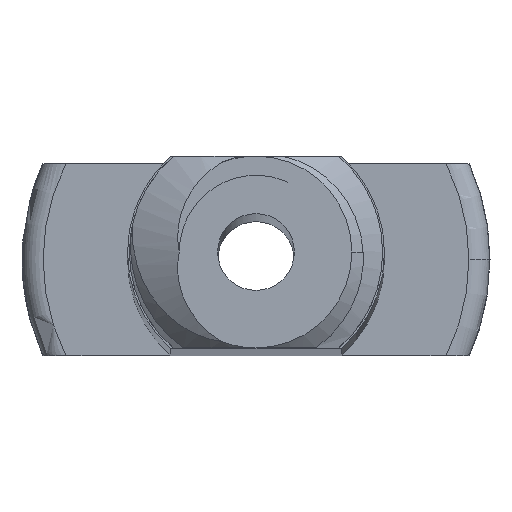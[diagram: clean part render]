
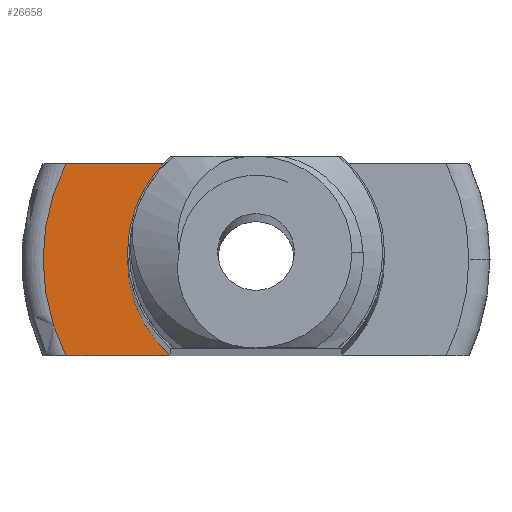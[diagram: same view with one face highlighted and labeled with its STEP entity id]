
A CAD part, top view. The second image highlights one B-rep face of the part: STEP entity #26658.
In plain terms, the highlighted planar face has unit normal (0, 0, 1).
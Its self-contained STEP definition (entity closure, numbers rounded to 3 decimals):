
#7985 = PLANE('',#7986);
#7986 = AXIS2_PLACEMENT_3D('',#7987,#7988,#7989);
#7987 = CARTESIAN_POINT('',(-12.5,-2.5,200.));
#7988 = DIRECTION('',(0.,1.,0.));
#7989 = DIRECTION('',(-1.,0.,0.));
#8774 = PLANE('',#8775);
#8775 = AXIS2_PLACEMENT_3D('',#8776,#8777,#8778);
#8776 = CARTESIAN_POINT('',(-12.5,2.5,200.));
#8777 = DIRECTION('',(0.,-1.,0.));
#8778 = DIRECTION('',(1.,0.,0.));
#11375 = VERTEX_POINT('',#11376);
#11376 = CARTESIAN_POINT('',(-2.23,-2.5,0.));
#11390 = CYLINDRICAL_SURFACE('',#11391,3.35);
#11391 = AXIS2_PLACEMENT_3D('',#11392,#11393,#11394);
#11392 = CARTESIAN_POINT('',(0.,0.,
    107.975));
#11393 = DIRECTION('',(0.,0.,-1.));
#11394 = DIRECTION('',(1.,0.,0.));
#11402 = EDGE_CURVE('',#11403,#11375,#11405,.T.);
#11403 = VERTEX_POINT('',#11404);
#11404 = CARTESIAN_POINT('',(-4.955,-2.5,0.));
#11405 = SURFACE_CURVE('',#11406,(#11410,#11417),.PCURVE_S1.);
#11406 = LINE('',#11407,#11408);
#11407 = CARTESIAN_POINT('',(-6.25,-2.5,0.));
#11408 = VECTOR('',#11409,1.);
#11409 = DIRECTION('',(1.,0.,0.));
#11410 = PCURVE('',#7985,#11411);
#11411 = DEFINITIONAL_REPRESENTATION('',(#11412),#11416);
#11412 = LINE('',#11413,#11414);
#11413 = CARTESIAN_POINT('',(-6.25,-200.));
#11414 = VECTOR('',#11415,1.);
#11415 = DIRECTION('',(-1.,0.));
#11416 = ( GEOMETRIC_REPRESENTATION_CONTEXT(2) 
PARAMETRIC_REPRESENTATION_CONTEXT() REPRESENTATION_CONTEXT('2D SPACE',''
  ) );
#11417 = PCURVE('',#11418,#11423);
#11418 = PLANE('',#11419);
#11419 = AXIS2_PLACEMENT_3D('',#11420,#11421,#11422);
#11420 = CARTESIAN_POINT('',(0.,0.,
    0.));
#11421 = DIRECTION('',(0.,0.,-1.));
#11422 = DIRECTION('',(1.,0.,0.));
#11423 = DEFINITIONAL_REPRESENTATION('',(#11424),#11428);
#11424 = LINE('',#11425,#11426);
#11425 = CARTESIAN_POINT('',(-6.25,2.5));
#11426 = VECTOR('',#11427,1.);
#11427 = DIRECTION('',(1.,0.));
#11428 = ( GEOMETRIC_REPRESENTATION_CONTEXT(2) 
PARAMETRIC_REPRESENTATION_CONTEXT() REPRESENTATION_CONTEXT('2D SPACE',''
  ) );
#11484 = TOROIDAL_SURFACE('',#11485,5.55,0.55);
#11485 = AXIS2_PLACEMENT_3D('',#11486,#11487,#11488);
#11486 = CARTESIAN_POINT('',(0.,0.,-0.55
    ));
#11487 = DIRECTION('',(0.,0.,1.));
#11488 = DIRECTION('',(1.,0.,0.));
#25248 = VERTEX_POINT('',#25249);
#25249 = CARTESIAN_POINT('',(-2.23,2.5,0.));
#25270 = EDGE_CURVE('',#25271,#25248,#25273,.T.);
#25271 = VERTEX_POINT('',#25272);
#25272 = CARTESIAN_POINT('',(-4.955,2.5,0.));
#25273 = SURFACE_CURVE('',#25274,(#25278,#25285),.PCURVE_S1.);
#25274 = LINE('',#25275,#25276);
#25275 = CARTESIAN_POINT('',(-6.25,2.5,0.));
#25276 = VECTOR('',#25277,1.);
#25277 = DIRECTION('',(1.,0.,0.));
#25278 = PCURVE('',#8774,#25279);
#25279 = DEFINITIONAL_REPRESENTATION('',(#25280),#25284);
#25280 = LINE('',#25281,#25282);
#25281 = CARTESIAN_POINT('',(6.25,-200.));
#25282 = VECTOR('',#25283,1.);
#25283 = DIRECTION('',(1.,0.));
#25284 = ( GEOMETRIC_REPRESENTATION_CONTEXT(2) 
PARAMETRIC_REPRESENTATION_CONTEXT() REPRESENTATION_CONTEXT('2D SPACE',''
  ) );
#25285 = PCURVE('',#11418,#25286);
#25286 = DEFINITIONAL_REPRESENTATION('',(#25287),#25291);
#25287 = LINE('',#25288,#25289);
#25288 = CARTESIAN_POINT('',(-6.25,-2.5));
#25289 = VECTOR('',#25290,1.);
#25290 = DIRECTION('',(1.,0.));
#25291 = ( GEOMETRIC_REPRESENTATION_CONTEXT(2) 
PARAMETRIC_REPRESENTATION_CONTEXT() REPRESENTATION_CONTEXT('2D SPACE',''
  ) );
#26587 = EDGE_CURVE('',#11375,#25248,#26588,.T.);
#26588 = SURFACE_CURVE('',#26589,(#26594,#26601),.PCURVE_S1.);
#26589 = CIRCLE('',#26590,3.35);
#26590 = AXIS2_PLACEMENT_3D('',#26591,#26592,#26593);
#26591 = CARTESIAN_POINT('',(0.,0.,
    0.));
#26592 = DIRECTION('',(0.,0.,-1.));
#26593 = DIRECTION('',(1.,0.,0.));
#26594 = PCURVE('',#11390,#26595);
#26595 = DEFINITIONAL_REPRESENTATION('',(#26596),#26600);
#26596 = LINE('',#26597,#26598);
#26597 = CARTESIAN_POINT('',(0.,107.975));
#26598 = VECTOR('',#26599,1.);
#26599 = DIRECTION('',(1.,0.));
#26600 = ( GEOMETRIC_REPRESENTATION_CONTEXT(2) 
PARAMETRIC_REPRESENTATION_CONTEXT() REPRESENTATION_CONTEXT('2D SPACE',''
  ) );
#26601 = PCURVE('',#11418,#26602);
#26602 = DEFINITIONAL_REPRESENTATION('',(#26603),#26607);
#26603 = CIRCLE('',#26604,3.35);
#26604 = AXIS2_PLACEMENT_2D('',#26605,#26606);
#26605 = CARTESIAN_POINT('',(0.,0.));
#26606 = DIRECTION('',(1.,0.));
#26607 = ( GEOMETRIC_REPRESENTATION_CONTEXT(2) 
PARAMETRIC_REPRESENTATION_CONTEXT() REPRESENTATION_CONTEXT('2D SPACE',''
  ) );
#26658 = ADVANCED_FACE('',(#26659),#11418,.F.);
#26659 = FACE_BOUND('',#26660,.T.);
#26660 = EDGE_LOOP('',(#26661,#26662,#26663,#26664));
#26661 = ORIENTED_EDGE('',*,*,#11402,.T.);
#26662 = ORIENTED_EDGE('',*,*,#26587,.T.);
#26663 = ORIENTED_EDGE('',*,*,#25270,.F.);
#26664 = ORIENTED_EDGE('',*,*,#26665,.F.);
#26665 = EDGE_CURVE('',#11403,#25271,#26666,.T.);
#26666 = SURFACE_CURVE('',#26667,(#26672,#26679),.PCURVE_S1.);
#26667 = CIRCLE('',#26668,5.55);
#26668 = AXIS2_PLACEMENT_3D('',#26669,#26670,#26671);
#26669 = CARTESIAN_POINT('',(0.,0.,
    0.));
#26670 = DIRECTION('',(0.,0.,-1.));
#26671 = DIRECTION('',(1.,0.,0.));
#26672 = PCURVE('',#11418,#26673);
#26673 = DEFINITIONAL_REPRESENTATION('',(#26674),#26678);
#26674 = CIRCLE('',#26675,5.55);
#26675 = AXIS2_PLACEMENT_2D('',#26676,#26677);
#26676 = CARTESIAN_POINT('',(0.,0.));
#26677 = DIRECTION('',(1.,0.));
#26678 = ( GEOMETRIC_REPRESENTATION_CONTEXT(2) 
PARAMETRIC_REPRESENTATION_CONTEXT() REPRESENTATION_CONTEXT('2D SPACE',''
  ) );
#26679 = PCURVE('',#11484,#26680);
#26680 = DEFINITIONAL_REPRESENTATION('',(#26681),#26685);
#26681 = LINE('',#26682,#26683);
#26682 = CARTESIAN_POINT('',(-0.,7.854));
#26683 = VECTOR('',#26684,1.);
#26684 = DIRECTION('',(-1.,0.));
#26685 = ( GEOMETRIC_REPRESENTATION_CONTEXT(2) 
PARAMETRIC_REPRESENTATION_CONTEXT() REPRESENTATION_CONTEXT('2D SPACE',''
  ) );
